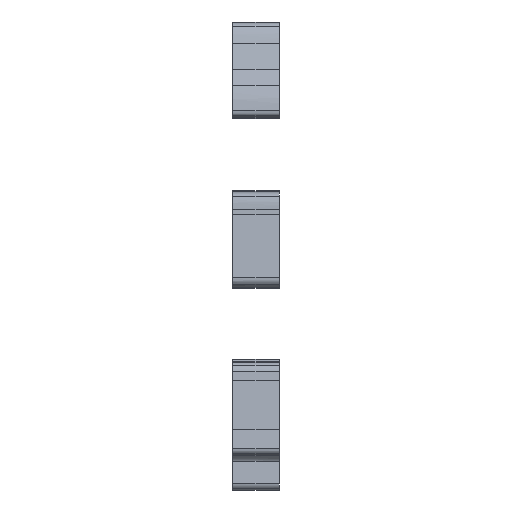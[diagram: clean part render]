
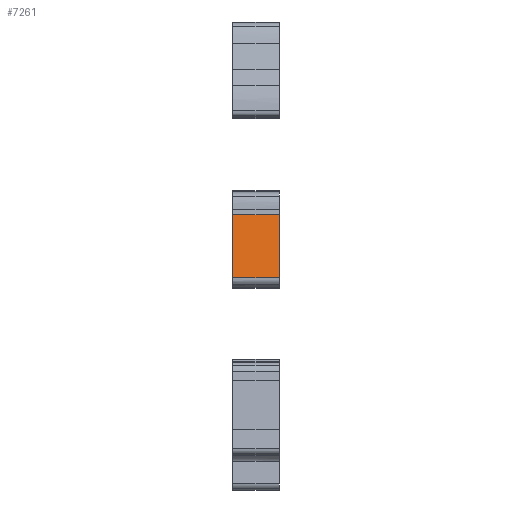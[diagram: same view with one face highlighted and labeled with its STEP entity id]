
A CAD part, front view. The second image highlights one B-rep face of the part: STEP entity #7261.
In plain terms, the highlighted planar face has unit normal (0, -0.988, 0.157).
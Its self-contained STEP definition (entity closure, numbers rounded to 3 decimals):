
#81=PLANE('',#7667);
#201=FACE_OUTER_BOUND('',#622,.T.);
#622=EDGE_LOOP('',(#4840,#4841,#4842,#4843));
#1081=LINE('',#9463,#1542);
#1082=LINE('',#9466,#1543);
#1083=LINE('',#9468,#1544);
#1084=LINE('',#9469,#1545);
#1542=VECTOR('',#7831,10.);
#1543=VECTOR('',#7834,10.);
#1544=VECTOR('',#7835,10.);
#1545=VECTOR('',#7836,10.);
#2733=VERTEX_POINT('',#9451);
#2734=VERTEX_POINT('',#9457);
#2735=VERTEX_POINT('',#9465);
#2736=VERTEX_POINT('',#9467);
#3559=EDGE_CURVE('',#2733,#2734,#1081,.T.);
#3560=EDGE_CURVE('',#2733,#2735,#1082,.T.);
#3561=EDGE_CURVE('',#2736,#2734,#1083,.T.);
#3562=EDGE_CURVE('',#2735,#2736,#1084,.T.);
#4840=ORIENTED_EDGE('',*,*,#3560,.F.);
#4841=ORIENTED_EDGE('',*,*,#3559,.T.);
#4842=ORIENTED_EDGE('',*,*,#3561,.F.);
#4843=ORIENTED_EDGE('',*,*,#3562,.F.);
#7261=ADVANCED_FACE('',(#201),#81,.T.);
#7667=AXIS2_PLACEMENT_3D('',#9464,#7832,#7833);
#7831=DIRECTION('',(1.,0.,0.));
#7832=DIRECTION('center_axis',(0.,-0.988,0.157));
#7833=DIRECTION('ref_axis',(0.,-0.157,-0.988));
#7834=DIRECTION('',(0.,0.157,0.988));
#7835=DIRECTION('',(0.,-0.157,-0.988));
#7836=DIRECTION('',(1.,0.,0.));
#9451=CARTESIAN_POINT('',(10.,24.588,57.736));
#9457=CARTESIAN_POINT('',(20.,24.588,57.736));
#9463=CARTESIAN_POINT('',(10.,24.588,57.736));
#9464=CARTESIAN_POINT('Origin',(10.,26.746,71.354));
#9465=CARTESIAN_POINT('',(10.,26.746,71.354));
#9466=CARTESIAN_POINT('',(10.,24.588,57.736));
#9467=CARTESIAN_POINT('',(20.,26.746,71.354));
#9468=CARTESIAN_POINT('',(20.,24.588,57.736));
#9469=CARTESIAN_POINT('',(10.,26.746,71.354));
